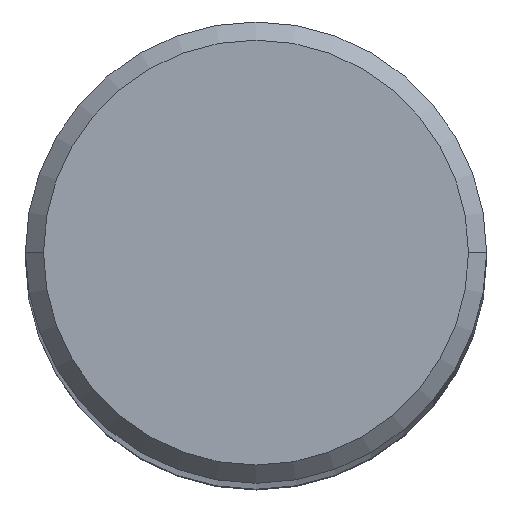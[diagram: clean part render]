
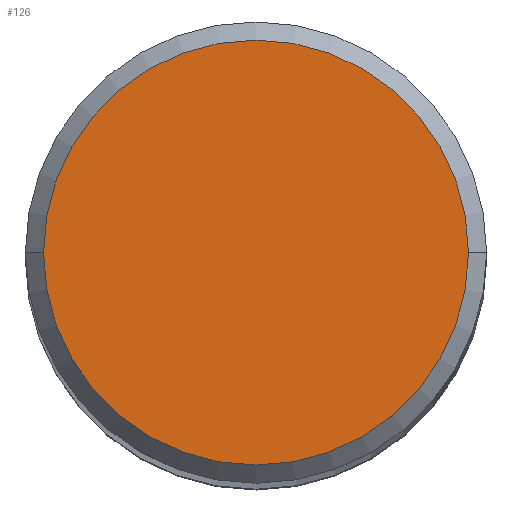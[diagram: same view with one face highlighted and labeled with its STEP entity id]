
A CAD part, top view. The second image highlights one B-rep face of the part: STEP entity #126.
In plain terms, the highlighted planar face has unit normal (0, 0, 1).
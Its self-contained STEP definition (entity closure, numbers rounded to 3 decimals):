
#51=PLANE('',#1162);
#126=ADVANCED_FACE('',(#204),#51,.F.);
#204=FACE_OUTER_BOUND('',#260,.T.);
#260=EDGE_LOOP('',(#499,#500));
#499=ORIENTED_EDGE('',*,*,#696,.T.);
#500=ORIENTED_EDGE('',*,*,#699,.T.);
#576=VERTEX_POINT('',#1801);
#577=VERTEX_POINT('',#1802);
#696=EDGE_CURVE('',#576,#577,#804,.T.);
#699=EDGE_CURVE('',#577,#576,#805,.T.);
#804=CIRCLE('',#1158,11.7);
#805=CIRCLE('',#1160,11.7);
#1158=AXIS2_PLACEMENT_3D('',#1800,#1521,#1522);
#1160=AXIS2_PLACEMENT_3D('',#1806,#1527,#1528);
#1162=AXIS2_PLACEMENT_3D('',#1808,#1531,#1532);
#1521=DIRECTION('',(0.,0.,1.));
#1522=DIRECTION('',(-1.,0.,0.));
#1527=DIRECTION('',(0.,0.,1.));
#1528=DIRECTION('',(1.,0.,0.));
#1531=DIRECTION('',(0.,0.,-1.));
#1532=DIRECTION('',(1.,0.,0.));
#1800=CARTESIAN_POINT('',(0.,0.,0.));
#1801=CARTESIAN_POINT('',(-11.7,0.,0.));
#1802=CARTESIAN_POINT('',(11.7,0.,0.));
#1806=CARTESIAN_POINT('',(0.,0.,0.));
#1808=CARTESIAN_POINT('',(0.,0.,0.));
